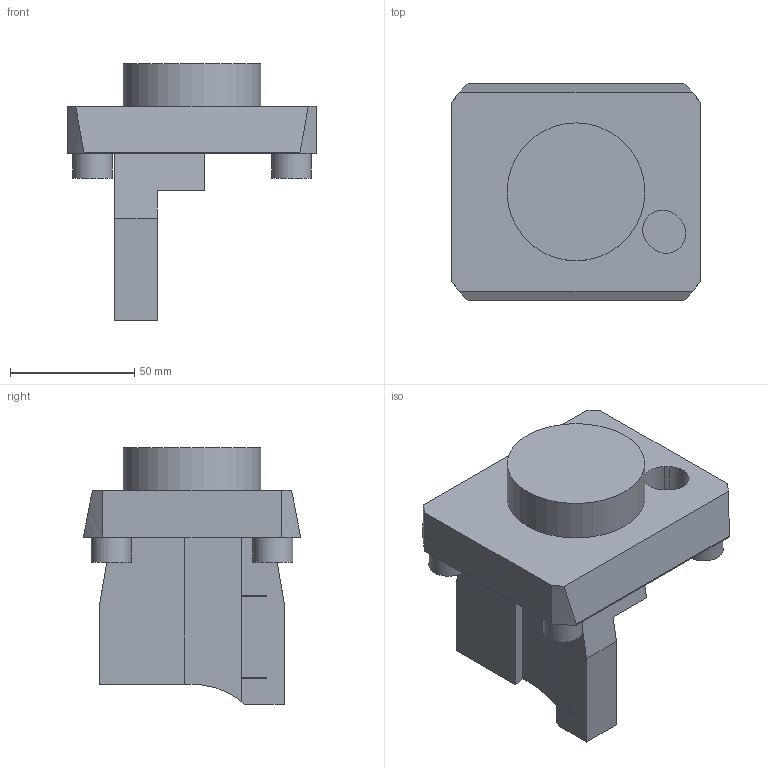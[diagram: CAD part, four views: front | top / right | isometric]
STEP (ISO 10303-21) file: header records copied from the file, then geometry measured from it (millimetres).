
FILE_DESCRIPTION(/* description */ (''),/* implementation_level */ '2;1');
FILE_NAME(/* name */ '1597064355505.stp',/* time_stamp */ '2020-08-10T14:59:23+02:00',/* author */ (''),/* organization */ ('SMS'),/* preprocessor_version */ 'ST-DEVELOPER v16.7',/* originating_system */ 'SIEMENS PLM Software NX 12.0',/* authorisation */ '');
FILE_SCHEMA (('AUTOMOTIVE_DESIGN { 1 0 10303 214 3 1 1 1 }'));
Length unit declared in the file: millimetre
Products named in the file (1): 200833828mod000_02
Bounding box: 100 x 87.2 x 103 mm (x, y, z)
Volume: 290656 mm3; surface area: 41821 mm2
Topology: 1 solids, 1 shells, 51 faces, 127 edges, 88 vertices
Faces by surface type: plane 38, cylinder 13
Full cylindrical faces by diameter (mm): 16 x4, 55.4 x1
Entity records: 1554 total; most frequent: CARTESIAN_POINT 263, DIRECTION 261, ORIENTED_EDGE 242, EDGE_CURVE 121, LINE 91, VECTOR 91, AXIS2_PLACEMENT_3D 85, VERTEX_POINT 84
